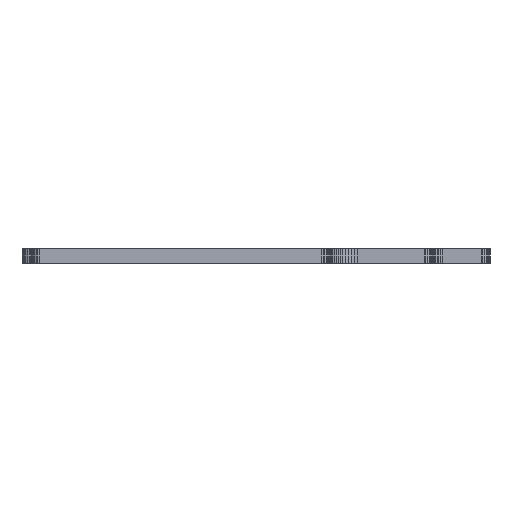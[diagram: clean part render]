
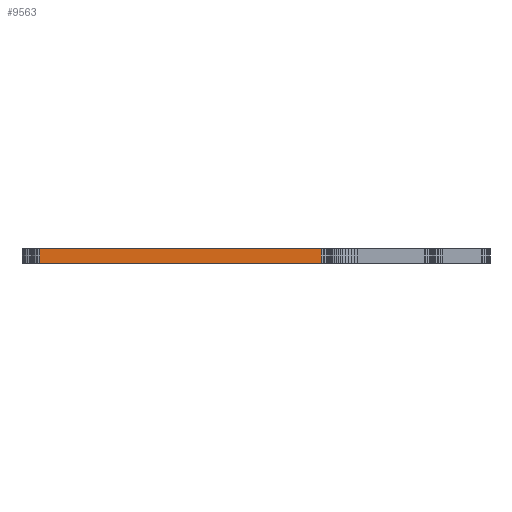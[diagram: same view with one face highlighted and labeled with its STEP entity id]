
A CAD part, front view. The second image highlights one B-rep face of the part: STEP entity #9563.
In plain terms, the highlighted planar face has unit normal (0, -1, 0).
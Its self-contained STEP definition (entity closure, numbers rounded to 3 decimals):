
#90 = PLANE('',#91);
#91 = AXIS2_PLACEMENT_3D('',#92,#93,#94);
#92 = CARTESIAN_POINT('',(146.239,-103.166,1.6));
#93 = DIRECTION('',(-0.,-0.,-1.));
#94 = DIRECTION('',(-1.,0.,0.));
#144 = PLANE('',#145);
#145 = AXIS2_PLACEMENT_3D('',#146,#147,#148);
#146 = CARTESIAN_POINT('',(146.239,-103.166,0.));
#147 = DIRECTION('',(-0.,-0.,-1.));
#148 = DIRECTION('',(-1.,0.,0.));
#2017 = VERTEX_POINT('',#2018);
#2018 = CARTESIAN_POINT('',(155.766,-130.479,0.));
#2032 = PLANE('',#2033);
#2033 = AXIS2_PLACEMENT_3D('',#2034,#2035,#2036);
#2034 = CARTESIAN_POINT('',(155.961,-130.46,0.));
#2035 = DIRECTION('',(0.098,-0.995,0.));
#2036 = DIRECTION('',(-0.995,-0.098,0.));
#2044 = EDGE_CURVE('',#2017,#2045,#2047,.T.);
#2045 = VERTEX_POINT('',#2046);
#2046 = CARTESIAN_POINT('',(124.429,-130.479,0.));
#2047 = SURFACE_CURVE('',#2048,(#2052,#2059),.PCURVE_S1.);
#2048 = LINE('',#2049,#2050);
#2049 = CARTESIAN_POINT('',(155.766,-130.479,0.));
#2050 = VECTOR('',#2051,1.);
#2051 = DIRECTION('',(-1.,0.,0.));
#2052 = PCURVE('',#144,#2053);
#2053 = DEFINITIONAL_REPRESENTATION('',(#2054),#2058);
#2054 = LINE('',#2055,#2056);
#2055 = CARTESIAN_POINT('',(-9.527,-27.313));
#2056 = VECTOR('',#2057,1.);
#2057 = DIRECTION('',(1.,0.));
#2058 = ( GEOMETRIC_REPRESENTATION_CONTEXT(2) 
PARAMETRIC_REPRESENTATION_CONTEXT() REPRESENTATION_CONTEXT('2D SPACE',''
  ) );
#2059 = PCURVE('',#2060,#2065);
#2060 = PLANE('',#2061);
#2061 = AXIS2_PLACEMENT_3D('',#2062,#2063,#2064);
#2062 = CARTESIAN_POINT('',(155.766,-130.479,0.));
#2063 = DIRECTION('',(0.,-1.,0.));
#2064 = DIRECTION('',(-1.,0.,0.));
#2065 = DEFINITIONAL_REPRESENTATION('',(#2066),#2070);
#2066 = LINE('',#2067,#2068);
#2067 = CARTESIAN_POINT('',(0.,-0.));
#2068 = VECTOR('',#2069,1.);
#2069 = DIRECTION('',(1.,0.));
#2070 = ( GEOMETRIC_REPRESENTATION_CONTEXT(2) 
PARAMETRIC_REPRESENTATION_CONTEXT() REPRESENTATION_CONTEXT('2D SPACE',''
  ) );
#2088 = PLANE('',#2089);
#2089 = AXIS2_PLACEMENT_3D('',#2090,#2091,#2092);
#2090 = CARTESIAN_POINT('',(124.429,-130.479,0.));
#2091 = DIRECTION('',(-0.098,-0.995,0.));
#2092 = DIRECTION('',(-0.995,0.098,0.));
#5246 = VERTEX_POINT('',#5247);
#5247 = CARTESIAN_POINT('',(155.766,-130.479,1.6));
#5268 = EDGE_CURVE('',#5246,#5269,#5271,.T.);
#5269 = VERTEX_POINT('',#5270);
#5270 = CARTESIAN_POINT('',(124.429,-130.479,1.6));
#5271 = SURFACE_CURVE('',#5272,(#5276,#5283),.PCURVE_S1.);
#5272 = LINE('',#5273,#5274);
#5273 = CARTESIAN_POINT('',(155.766,-130.479,1.6));
#5274 = VECTOR('',#5275,1.);
#5275 = DIRECTION('',(-1.,0.,0.));
#5276 = PCURVE('',#90,#5277);
#5277 = DEFINITIONAL_REPRESENTATION('',(#5278),#5282);
#5278 = LINE('',#5279,#5280);
#5279 = CARTESIAN_POINT('',(-9.527,-27.313));
#5280 = VECTOR('',#5281,1.);
#5281 = DIRECTION('',(1.,0.));
#5282 = ( GEOMETRIC_REPRESENTATION_CONTEXT(2) 
PARAMETRIC_REPRESENTATION_CONTEXT() REPRESENTATION_CONTEXT('2D SPACE',''
  ) );
#5283 = PCURVE('',#2060,#5284);
#5284 = DEFINITIONAL_REPRESENTATION('',(#5285),#5289);
#5285 = LINE('',#5286,#5287);
#5286 = CARTESIAN_POINT('',(0.,-1.6));
#5287 = VECTOR('',#5288,1.);
#5288 = DIRECTION('',(1.,0.));
#5289 = ( GEOMETRIC_REPRESENTATION_CONTEXT(2) 
PARAMETRIC_REPRESENTATION_CONTEXT() REPRESENTATION_CONTEXT('2D SPACE',''
  ) );
#9513 = EDGE_CURVE('',#2045,#5269,#9514,.T.);
#9514 = SURFACE_CURVE('',#9515,(#9519,#9526),.PCURVE_S1.);
#9515 = LINE('',#9516,#9517);
#9516 = CARTESIAN_POINT('',(124.429,-130.479,0.));
#9517 = VECTOR('',#9518,1.);
#9518 = DIRECTION('',(0.,0.,1.));
#9519 = PCURVE('',#2088,#9520);
#9520 = DEFINITIONAL_REPRESENTATION('',(#9521),#9525);
#9521 = LINE('',#9522,#9523);
#9522 = CARTESIAN_POINT('',(0.,0.));
#9523 = VECTOR('',#9524,1.);
#9524 = DIRECTION('',(0.,-1.));
#9525 = ( GEOMETRIC_REPRESENTATION_CONTEXT(2) 
PARAMETRIC_REPRESENTATION_CONTEXT() REPRESENTATION_CONTEXT('2D SPACE',''
  ) );
#9526 = PCURVE('',#2060,#9527);
#9527 = DEFINITIONAL_REPRESENTATION('',(#9528),#9532);
#9528 = LINE('',#9529,#9530);
#9529 = CARTESIAN_POINT('',(31.338,0.));
#9530 = VECTOR('',#9531,1.);
#9531 = DIRECTION('',(0.,-1.));
#9532 = ( GEOMETRIC_REPRESENTATION_CONTEXT(2) 
PARAMETRIC_REPRESENTATION_CONTEXT() REPRESENTATION_CONTEXT('2D SPACE',''
  ) );
#9563 = ADVANCED_FACE('',(#9564),#2060,.T.);
#9564 = FACE_BOUND('',#9565,.T.);
#9565 = EDGE_LOOP('',(#9566,#9587,#9588,#9589));
#9566 = ORIENTED_EDGE('',*,*,#9567,.T.);
#9567 = EDGE_CURVE('',#2017,#5246,#9568,.T.);
#9568 = SURFACE_CURVE('',#9569,(#9573,#9580),.PCURVE_S1.);
#9569 = LINE('',#9570,#9571);
#9570 = CARTESIAN_POINT('',(155.766,-130.479,0.));
#9571 = VECTOR('',#9572,1.);
#9572 = DIRECTION('',(0.,0.,1.));
#9573 = PCURVE('',#2060,#9574);
#9574 = DEFINITIONAL_REPRESENTATION('',(#9575),#9579);
#9575 = LINE('',#9576,#9577);
#9576 = CARTESIAN_POINT('',(0.,-0.));
#9577 = VECTOR('',#9578,1.);
#9578 = DIRECTION('',(0.,-1.));
#9579 = ( GEOMETRIC_REPRESENTATION_CONTEXT(2) 
PARAMETRIC_REPRESENTATION_CONTEXT() REPRESENTATION_CONTEXT('2D SPACE',''
  ) );
#9580 = PCURVE('',#2032,#9581);
#9581 = DEFINITIONAL_REPRESENTATION('',(#9582),#9586);
#9582 = LINE('',#9583,#9584);
#9583 = CARTESIAN_POINT('',(0.196,0.));
#9584 = VECTOR('',#9585,1.);
#9585 = DIRECTION('',(0.,-1.));
#9586 = ( GEOMETRIC_REPRESENTATION_CONTEXT(2) 
PARAMETRIC_REPRESENTATION_CONTEXT() REPRESENTATION_CONTEXT('2D SPACE',''
  ) );
#9587 = ORIENTED_EDGE('',*,*,#5268,.T.);
#9588 = ORIENTED_EDGE('',*,*,#9513,.F.);
#9589 = ORIENTED_EDGE('',*,*,#2044,.F.);
